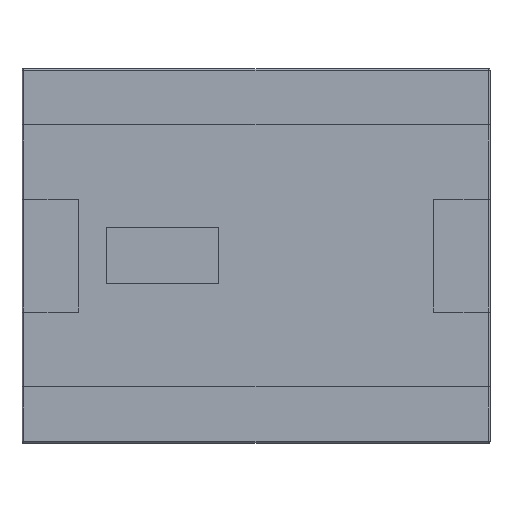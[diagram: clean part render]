
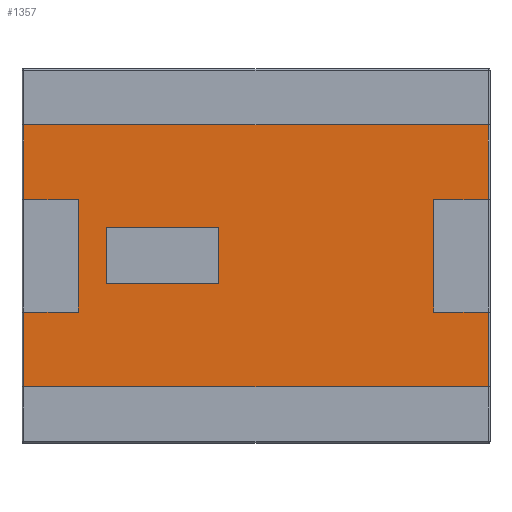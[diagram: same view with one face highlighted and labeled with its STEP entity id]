
A CAD part, top view. The second image highlights one B-rep face of the part: STEP entity #1357.
In plain terms, the highlighted planar face has unit normal (0, 0, 1).
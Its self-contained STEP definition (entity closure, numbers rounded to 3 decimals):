
#78=PLANE('',#1528);
#114=LINE('',#2081,#250);
#117=LINE('',#2087,#253);
#121=LINE('',#2095,#257);
#123=LINE('',#2102,#259);
#127=LINE('',#2111,#263);
#135=LINE('',#2130,#271);
#140=LINE('',#2149,#276);
#153=LINE('',#2178,#289);
#156=LINE('',#2185,#292);
#157=LINE('',#2187,#293);
#159=LINE('',#2191,#295);
#160=LINE('',#2197,#296);
#161=LINE('',#2199,#297);
#162=LINE('',#2203,#298);
#164=LINE('',#2207,#300);
#165=LINE('',#2209,#301);
#250=VECTOR('',#1649,1000.);
#253=VECTOR('',#1654,1000.);
#257=VECTOR('',#1660,1000.);
#259=VECTOR('',#1666,1000.);
#263=VECTOR('',#1674,1000.);
#271=VECTOR('',#1690,1000.);
#276=VECTOR('',#1707,1000.);
#289=VECTOR('',#1736,1000.);
#292=VECTOR('',#1743,1000.);
#293=VECTOR('',#1746,1000.);
#295=VECTOR('',#1750,1000.);
#296=VECTOR('',#1757,1000.);
#297=VECTOR('',#1760,1000.);
#298=VECTOR('',#1765,1000.);
#300=VECTOR('',#1769,1000.);
#301=VECTOR('',#1772,1000.);
#502=ORIENTED_EDGE('',*,*,#796,.T.);
#503=ORIENTED_EDGE('',*,*,#837,.T.);
#504=ORIENTED_EDGE('',*,*,#832,.T.);
#505=ORIENTED_EDGE('',*,*,#831,.T.);
#506=ORIENTED_EDGE('',*,*,#828,.T.);
#507=ORIENTED_EDGE('',*,*,#826,.T.);
#508=ORIENTED_EDGE('',*,*,#782,.T.);
#509=ORIENTED_EDGE('',*,*,#825,.T.);
#510=ORIENTED_EDGE('',*,*,#821,.T.);
#511=ORIENTED_EDGE('',*,*,#805,.T.);
#512=ORIENTED_EDGE('',*,*,#836,.T.);
#513=ORIENTED_EDGE('',*,*,#834,.T.);
#514=ORIENTED_EDGE('',*,*,#787,.F.);
#515=ORIENTED_EDGE('',*,*,#775,.F.);
#516=ORIENTED_EDGE('',*,*,#772,.F.);
#517=ORIENTED_EDGE('',*,*,#779,.F.);
#772=EDGE_CURVE('',#964,#965,#114,.T.);
#775=EDGE_CURVE('',#965,#967,#117,.T.);
#779=EDGE_CURVE('',#969,#964,#121,.T.);
#782=EDGE_CURVE('',#973,#972,#123,.T.);
#787=EDGE_CURVE('',#967,#969,#127,.T.);
#796=EDGE_CURVE('',#983,#982,#135,.T.);
#805=EDGE_CURVE('',#987,#990,#140,.T.);
#821=EDGE_CURVE('',#999,#987,#153,.T.);
#825=EDGE_CURVE('',#972,#999,#156,.T.);
#826=EDGE_CURVE('',#1001,#973,#157,.T.);
#828=EDGE_CURVE('',#1002,#1001,#159,.T.);
#831=EDGE_CURVE('',#1003,#1002,#160,.T.);
#832=EDGE_CURVE('',#1004,#1003,#161,.T.);
#834=EDGE_CURVE('',#1005,#983,#162,.T.);
#836=EDGE_CURVE('',#990,#1005,#164,.T.);
#837=EDGE_CURVE('',#982,#1004,#165,.T.);
#964=VERTEX_POINT('',#2080);
#965=VERTEX_POINT('',#2082);
#967=VERTEX_POINT('',#2088);
#969=VERTEX_POINT('',#2094);
#972=VERTEX_POINT('',#2101);
#973=VERTEX_POINT('',#2103);
#982=VERTEX_POINT('',#2129);
#983=VERTEX_POINT('',#2131);
#987=VERTEX_POINT('',#2143);
#990=VERTEX_POINT('',#2148);
#999=VERTEX_POINT('',#2179);
#1001=VERTEX_POINT('',#2188);
#1002=VERTEX_POINT('',#2192);
#1003=VERTEX_POINT('',#2196);
#1004=VERTEX_POINT('',#2200);
#1005=VERTEX_POINT('',#2204);
#1158=EDGE_LOOP('',(#502,#503,#504,#505,#506,#507,#508,#509,#510,#511,#512,
#513));
#1159=EDGE_LOOP('',(#514,#515,#516,#517));
#1244=FACE_BOUND('',#1158,.T.);
#1245=FACE_BOUND('',#1159,.T.);
#1357=ADVANCED_FACE('',(#1244,#1245),#78,.T.);
#1528=AXIS2_PLACEMENT_3D('',#2208,#1770,#1771);
#1649=DIRECTION('',(0.,1.,0.));
#1654=DIRECTION('',(-1.,0.,0.));
#1660=DIRECTION('',(1.,0.,0.));
#1666=DIRECTION('',(-1.,0.,0.));
#1674=DIRECTION('',(0.,-1.,0.));
#1690=DIRECTION('',(1.,0.,0.));
#1707=DIRECTION('',(0.,1.,0.));
#1736=DIRECTION('',(1.,0.,0.));
#1743=DIRECTION('',(0.,-1.,0.));
#1746=DIRECTION('',(0.,-1.,0.));
#1750=DIRECTION('',(1.,0.,0.));
#1757=DIRECTION('',(0.,-1.,0.));
#1760=DIRECTION('',(-1.,0.,0.));
#1765=DIRECTION('',(0.,1.,0.));
#1769=DIRECTION('',(-1.,0.,0.));
#1770=DIRECTION('',(0.,0.,1.));
#1771=DIRECTION('',(1.,0.,0.));
#1772=DIRECTION('',(0.,1.,0.));
#2080=CARTESIAN_POINT('',(-0.2,-0.15,0.45));
#2081=CARTESIAN_POINT('',(-0.2,-0.15,0.45));
#2082=CARTESIAN_POINT('',(-0.2,0.15,0.45));
#2087=CARTESIAN_POINT('',(-0.2,0.15,0.45));
#2088=CARTESIAN_POINT('',(-0.8,0.15,0.45));
#2094=CARTESIAN_POINT('',(-0.8,-0.15,0.45));
#2095=CARTESIAN_POINT('',(-0.8,-0.15,0.45));
#2101=CARTESIAN_POINT('',(-1.24,-0.3,0.45));
#2102=CARTESIAN_POINT('',(-1.25,-0.3,0.45));
#2103=CARTESIAN_POINT('',(-0.95,-0.3,0.45));
#2111=CARTESIAN_POINT('',(-0.8,0.15,0.45));
#2129=CARTESIAN_POINT('',(1.24,0.3,0.45));
#2130=CARTESIAN_POINT('',(0.95,0.3,0.45));
#2131=CARTESIAN_POINT('',(0.95,0.3,0.45));
#2143=CARTESIAN_POINT('',(1.24,-0.7,0.45));
#2148=CARTESIAN_POINT('',(1.24,-0.3,0.45));
#2149=CARTESIAN_POINT('',(1.24,-0.3,0.45));
#2178=CARTESIAN_POINT('',(-1.25,-0.7,0.45));
#2179=CARTESIAN_POINT('',(-1.24,-0.7,0.45));
#2185=CARTESIAN_POINT('',(-1.24,-0.7,0.45));
#2187=CARTESIAN_POINT('',(-0.95,-0.3,0.45));
#2188=CARTESIAN_POINT('',(-0.95,0.3,0.45));
#2191=CARTESIAN_POINT('',(-0.95,0.3,0.45));
#2192=CARTESIAN_POINT('',(-1.24,0.3,0.45));
#2196=CARTESIAN_POINT('',(-1.24,0.7,0.45));
#2197=CARTESIAN_POINT('',(-1.24,0.3,0.45));
#2199=CARTESIAN_POINT('',(1.25,0.7,0.45));
#2200=CARTESIAN_POINT('',(1.24,0.7,0.45));
#2203=CARTESIAN_POINT('',(0.95,-0.3,0.45));
#2204=CARTESIAN_POINT('',(0.95,-0.3,0.45));
#2207=CARTESIAN_POINT('',(1.25,-0.3,0.45));
#2208=CARTESIAN_POINT('',(-1.25,-0.7,0.45));
#2209=CARTESIAN_POINT('',(1.24,0.7,0.45));
